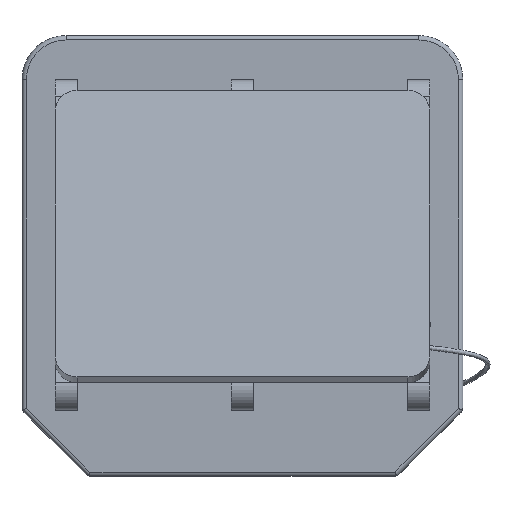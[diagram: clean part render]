
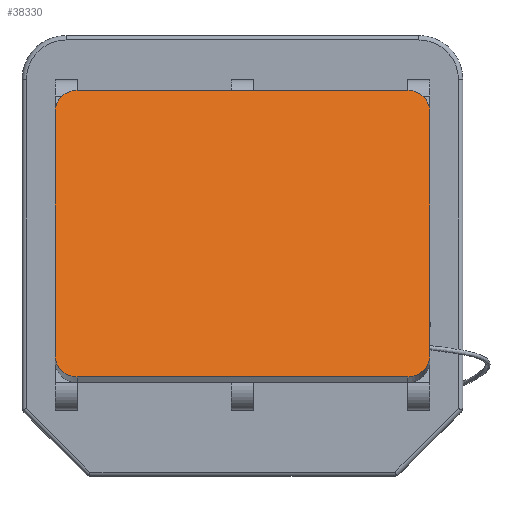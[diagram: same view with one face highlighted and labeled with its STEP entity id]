
A CAD part, front view. The second image highlights one B-rep face of the part: STEP entity #38330.
In plain terms, the highlighted planar face has unit normal (0, -0.966, 0.258).
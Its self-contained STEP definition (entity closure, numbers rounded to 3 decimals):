
#2599=LINE('',#54413,#7331);
#2603=LINE('',#54425,#7335);
#2607=LINE('',#54437,#7339);
#2611=LINE('',#54449,#7343);
#7331=VECTOR('',#43859,10.);
#7335=VECTOR('',#43871,10.);
#7339=VECTOR('',#43883,10.);
#7343=VECTOR('',#43895,10.);
#11950=PLANE('',#40799);
#14122=FACE_OUTER_BOUND('',#16295,.T.);
#16295=EDGE_LOOP('',(#28232,#28233,#28234,#28235,#28236,#28237,#28238,#28239));
#18673=CIRCLE('',#40786,10.);
#18675=CIRCLE('',#40790,10.);
#18677=CIRCLE('',#40794,10.);
#18679=CIRCLE('',#40798,10.);
#19267=VERTEX_POINT('',#54410);
#19268=VERTEX_POINT('',#54412);
#19270=VERTEX_POINT('',#54418);
#19272=VERTEX_POINT('',#54424);
#19274=VERTEX_POINT('',#54430);
#19276=VERTEX_POINT('',#54436);
#19278=VERTEX_POINT('',#54442);
#19280=VERTEX_POINT('',#54448);
#22663=EDGE_CURVE('',#19268,#19267,#2599,.T.);
#22666=EDGE_CURVE('',#19270,#19268,#18673,.T.);
#22669=EDGE_CURVE('',#19272,#19270,#2603,.T.);
#22672=EDGE_CURVE('',#19274,#19272,#18675,.T.);
#22675=EDGE_CURVE('',#19276,#19274,#2607,.T.);
#22678=EDGE_CURVE('',#19278,#19276,#18677,.T.);
#22681=EDGE_CURVE('',#19280,#19278,#2611,.T.);
#22684=EDGE_CURVE('',#19267,#19280,#18679,.T.);
#28232=ORIENTED_EDGE('',*,*,#22684,.T.);
#28233=ORIENTED_EDGE('',*,*,#22681,.T.);
#28234=ORIENTED_EDGE('',*,*,#22678,.T.);
#28235=ORIENTED_EDGE('',*,*,#22675,.T.);
#28236=ORIENTED_EDGE('',*,*,#22672,.T.);
#28237=ORIENTED_EDGE('',*,*,#22669,.T.);
#28238=ORIENTED_EDGE('',*,*,#22666,.T.);
#28239=ORIENTED_EDGE('',*,*,#22663,.T.);
#38330=ADVANCED_FACE('',(#14122),#11950,.T.);
#40786=AXIS2_PLACEMENT_3D('',#54419,#43865,#43866);
#40790=AXIS2_PLACEMENT_3D('',#54431,#43877,#43878);
#40794=AXIS2_PLACEMENT_3D('',#54443,#43889,#43890);
#40798=AXIS2_PLACEMENT_3D('',#54453,#43901,#43902);
#40799=AXIS2_PLACEMENT_3D('',#54454,#43903,#43904);
#43859=DIRECTION('',(-1.,0.,0.));
#43865=DIRECTION('center_axis',(0.,-0.966,
0.258));
#43866=DIRECTION('ref_axis',(1.,0.,0.));
#43871=DIRECTION('',(0.,0.258,0.966));
#43877=DIRECTION('center_axis',(0.,-0.966,0.258));
#43878=DIRECTION('ref_axis',(0.,-0.258,-0.966));
#43883=DIRECTION('',(1.,0.,0.));
#43889=DIRECTION('center_axis',(0.,-0.966,
0.258));
#43890=DIRECTION('ref_axis',(-1.,0.,0.));
#43895=DIRECTION('',(0.,-0.258,-0.966));
#43901=DIRECTION('center_axis',(0.,-0.966,
0.258));
#43902=DIRECTION('ref_axis',(0.,0.258,0.966));
#43903=DIRECTION('center_axis',(0.,-0.966,
0.258));
#43904=DIRECTION('ref_axis',(1.,0.,0.));
#54410=CARTESIAN_POINT('',(-75.,-30.642,75.153));
#54412=CARTESIAN_POINT('',(75.,-30.642,75.153));
#54413=CARTESIAN_POINT('',(-75.,-30.642,75.153));
#54418=CARTESIAN_POINT('',(85.,-33.219,65.491));
#54419=CARTESIAN_POINT('Origin',(75.,-33.219,65.491));
#54424=CARTESIAN_POINT('',(85.,-62.732,-45.184));
#54425=CARTESIAN_POINT('',(85.,-33.219,65.491));
#54430=CARTESIAN_POINT('',(75.,-65.309,-54.847));
#54431=CARTESIAN_POINT('Origin',(75.,-62.732,-45.184));
#54436=CARTESIAN_POINT('',(-75.,-65.309,-54.847));
#54437=CARTESIAN_POINT('',(75.,-65.309,-54.847));
#54442=CARTESIAN_POINT('',(-85.,-62.732,-45.184));
#54443=CARTESIAN_POINT('Origin',(-75.,-62.732,-45.184));
#54448=CARTESIAN_POINT('',(-85.,-33.219,65.491));
#54449=CARTESIAN_POINT('',(-85.,-62.732,-45.184));
#54453=CARTESIAN_POINT('Origin',(-75.,-33.219,65.491));
#54454=CARTESIAN_POINT('Origin',(0.,-47.975,
10.153));
